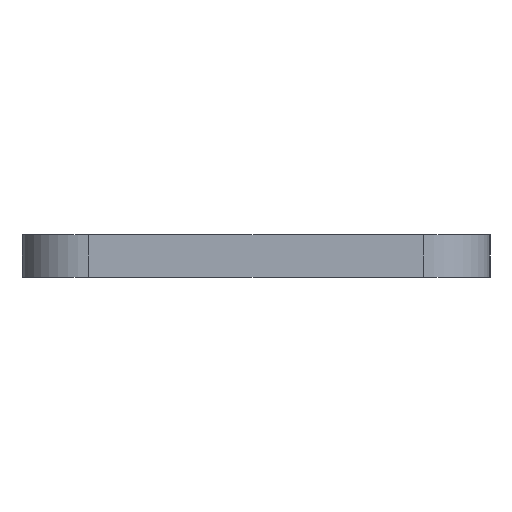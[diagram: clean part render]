
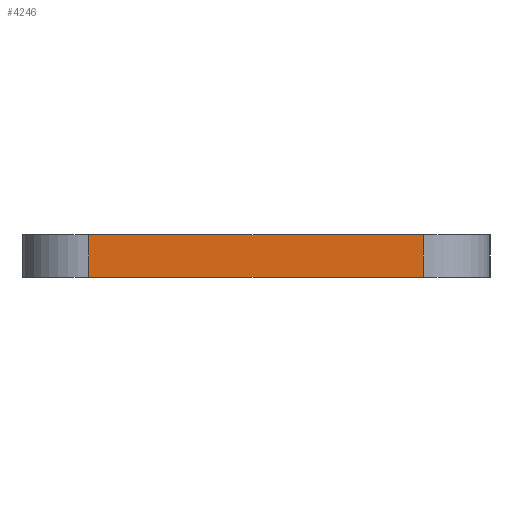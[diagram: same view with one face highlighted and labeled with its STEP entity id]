
A CAD part, front view. The second image highlights one B-rep face of the part: STEP entity #4246.
In plain terms, the highlighted planar face has unit normal (0, -1, 0).
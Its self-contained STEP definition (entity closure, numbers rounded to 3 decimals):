
#83 = PLANE('',#84);
#84 = AXIS2_PLACEMENT_3D('',#85,#86,#87);
#85 = CARTESIAN_POINT('',(148.501,-105.004,1.6));
#86 = DIRECTION('',(-0.,-0.,-1.));
#87 = DIRECTION('',(-1.,0.,0.));
#137 = PLANE('',#138);
#138 = AXIS2_PLACEMENT_3D('',#139,#140,#141);
#139 = CARTESIAN_POINT('',(148.501,-105.004,0.));
#140 = DIRECTION('',(-0.,-0.,-1.));
#141 = DIRECTION('',(-1.,0.,0.));
#718 = VERTEX_POINT('',#719);
#719 = CARTESIAN_POINT('',(154.851,-115.354,0.));
#738 = CYLINDRICAL_SURFACE('',#739,2.54);
#739 = AXIS2_PLACEMENT_3D('',#740,#741,#742);
#740 = CARTESIAN_POINT('',(154.851,-112.814,0.));
#741 = DIRECTION('',(-0.,-0.,-1.));
#742 = DIRECTION('',(1.,0.,-0.));
#750 = EDGE_CURVE('',#718,#751,#753,.T.);
#751 = VERTEX_POINT('',#752);
#752 = CARTESIAN_POINT('',(142.151,-115.354,0.));
#753 = SURFACE_CURVE('',#754,(#758,#765),.PCURVE_S1.);
#754 = LINE('',#755,#756);
#755 = CARTESIAN_POINT('',(154.851,-115.354,0.));
#756 = VECTOR('',#757,1.);
#757 = DIRECTION('',(-1.,0.,0.));
#758 = PCURVE('',#137,#759);
#759 = DEFINITIONAL_REPRESENTATION('',(#760),#764);
#760 = LINE('',#761,#762);
#761 = CARTESIAN_POINT('',(-6.35,-10.35));
#762 = VECTOR('',#763,1.);
#763 = DIRECTION('',(1.,0.));
#764 = ( GEOMETRIC_REPRESENTATION_CONTEXT(2) 
PARAMETRIC_REPRESENTATION_CONTEXT() REPRESENTATION_CONTEXT('2D SPACE',''
  ) );
#765 = PCURVE('',#766,#771);
#766 = PLANE('',#767);
#767 = AXIS2_PLACEMENT_3D('',#768,#769,#770);
#768 = CARTESIAN_POINT('',(154.851,-115.354,0.));
#769 = DIRECTION('',(0.,-1.,0.));
#770 = DIRECTION('',(-1.,0.,0.));
#771 = DEFINITIONAL_REPRESENTATION('',(#772),#776);
#772 = LINE('',#773,#774);
#773 = CARTESIAN_POINT('',(0.,0.));
#774 = VECTOR('',#775,1.);
#775 = DIRECTION('',(1.,0.));
#776 = ( GEOMETRIC_REPRESENTATION_CONTEXT(2) 
PARAMETRIC_REPRESENTATION_CONTEXT() REPRESENTATION_CONTEXT('2D SPACE',''
  ) );
#799 = CYLINDRICAL_SURFACE('',#800,2.54);
#800 = AXIS2_PLACEMENT_3D('',#801,#802,#803);
#801 = CARTESIAN_POINT('',(142.151,-112.814,0.));
#802 = DIRECTION('',(-0.,-0.,-1.));
#803 = DIRECTION('',(1.,0.,-0.));
#2475 = VERTEX_POINT('',#2476);
#2476 = CARTESIAN_POINT('',(154.851,-115.354,1.6));
#2502 = EDGE_CURVE('',#2475,#2503,#2505,.T.);
#2503 = VERTEX_POINT('',#2504);
#2504 = CARTESIAN_POINT('',(142.151,-115.354,1.6));
#2505 = SURFACE_CURVE('',#2506,(#2510,#2517),.PCURVE_S1.);
#2506 = LINE('',#2507,#2508);
#2507 = CARTESIAN_POINT('',(154.851,-115.354,1.6));
#2508 = VECTOR('',#2509,1.);
#2509 = DIRECTION('',(-1.,0.,0.));
#2510 = PCURVE('',#83,#2511);
#2511 = DEFINITIONAL_REPRESENTATION('',(#2512),#2516);
#2512 = LINE('',#2513,#2514);
#2513 = CARTESIAN_POINT('',(-6.35,-10.35));
#2514 = VECTOR('',#2515,1.);
#2515 = DIRECTION('',(1.,0.));
#2516 = ( GEOMETRIC_REPRESENTATION_CONTEXT(2) 
PARAMETRIC_REPRESENTATION_CONTEXT() REPRESENTATION_CONTEXT('2D SPACE',''
  ) );
#2517 = PCURVE('',#766,#2518);
#2518 = DEFINITIONAL_REPRESENTATION('',(#2519),#2523);
#2519 = LINE('',#2520,#2521);
#2520 = CARTESIAN_POINT('',(0.,-1.6));
#2521 = VECTOR('',#2522,1.);
#2522 = DIRECTION('',(1.,0.));
#2523 = ( GEOMETRIC_REPRESENTATION_CONTEXT(2) 
PARAMETRIC_REPRESENTATION_CONTEXT() REPRESENTATION_CONTEXT('2D SPACE',''
  ) );
#4226 = EDGE_CURVE('',#751,#2503,#4227,.T.);
#4227 = SURFACE_CURVE('',#4228,(#4232,#4239),.PCURVE_S1.);
#4228 = LINE('',#4229,#4230);
#4229 = CARTESIAN_POINT('',(142.151,-115.354,0.));
#4230 = VECTOR('',#4231,1.);
#4231 = DIRECTION('',(0.,0.,1.));
#4232 = PCURVE('',#799,#4233);
#4233 = DEFINITIONAL_REPRESENTATION('',(#4234),#4238);
#4234 = LINE('',#4235,#4236);
#4235 = CARTESIAN_POINT('',(-4.712,0.));
#4236 = VECTOR('',#4237,1.);
#4237 = DIRECTION('',(-0.,-1.));
#4238 = ( GEOMETRIC_REPRESENTATION_CONTEXT(2) 
PARAMETRIC_REPRESENTATION_CONTEXT() REPRESENTATION_CONTEXT('2D SPACE',''
  ) );
#4239 = PCURVE('',#766,#4240);
#4240 = DEFINITIONAL_REPRESENTATION('',(#4241),#4245);
#4241 = LINE('',#4242,#4243);
#4242 = CARTESIAN_POINT('',(12.7,0.));
#4243 = VECTOR('',#4244,1.);
#4244 = DIRECTION('',(0.,-1.));
#4245 = ( GEOMETRIC_REPRESENTATION_CONTEXT(2) 
PARAMETRIC_REPRESENTATION_CONTEXT() REPRESENTATION_CONTEXT('2D SPACE',''
  ) );
#4246 = ADVANCED_FACE('',(#4247),#766,.T.);
#4247 = FACE_BOUND('',#4248,.T.);
#4248 = EDGE_LOOP('',(#4249,#4270,#4271,#4272));
#4249 = ORIENTED_EDGE('',*,*,#4250,.T.);
#4250 = EDGE_CURVE('',#718,#2475,#4251,.T.);
#4251 = SURFACE_CURVE('',#4252,(#4256,#4263),.PCURVE_S1.);
#4252 = LINE('',#4253,#4254);
#4253 = CARTESIAN_POINT('',(154.851,-115.354,0.));
#4254 = VECTOR('',#4255,1.);
#4255 = DIRECTION('',(0.,0.,1.));
#4256 = PCURVE('',#766,#4257);
#4257 = DEFINITIONAL_REPRESENTATION('',(#4258),#4262);
#4258 = LINE('',#4259,#4260);
#4259 = CARTESIAN_POINT('',(0.,0.));
#4260 = VECTOR('',#4261,1.);
#4261 = DIRECTION('',(0.,-1.));
#4262 = ( GEOMETRIC_REPRESENTATION_CONTEXT(2) 
PARAMETRIC_REPRESENTATION_CONTEXT() REPRESENTATION_CONTEXT('2D SPACE',''
  ) );
#4263 = PCURVE('',#738,#4264);
#4264 = DEFINITIONAL_REPRESENTATION('',(#4265),#4269);
#4265 = LINE('',#4266,#4267);
#4266 = CARTESIAN_POINT('',(-4.712,0.));
#4267 = VECTOR('',#4268,1.);
#4268 = DIRECTION('',(-0.,-1.));
#4269 = ( GEOMETRIC_REPRESENTATION_CONTEXT(2) 
PARAMETRIC_REPRESENTATION_CONTEXT() REPRESENTATION_CONTEXT('2D SPACE',''
  ) );
#4270 = ORIENTED_EDGE('',*,*,#2502,.T.);
#4271 = ORIENTED_EDGE('',*,*,#4226,.F.);
#4272 = ORIENTED_EDGE('',*,*,#750,.F.);
